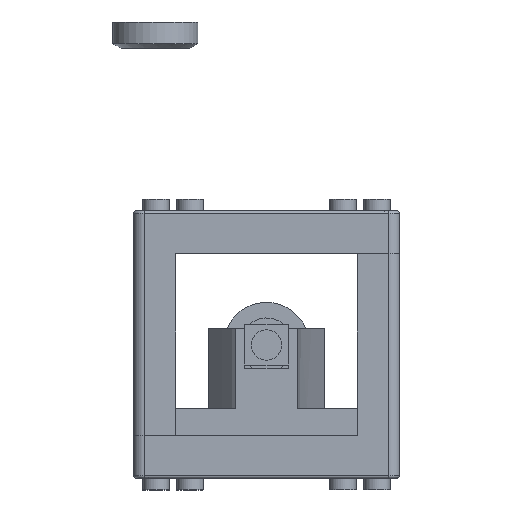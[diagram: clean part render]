
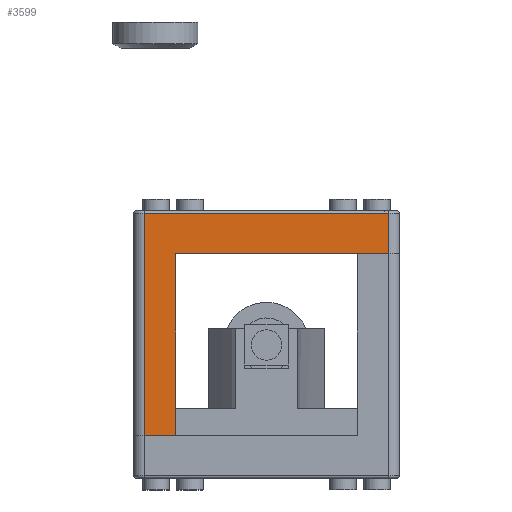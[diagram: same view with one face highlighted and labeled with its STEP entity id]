
A CAD part, left-side view. The second image highlights one B-rep face of the part: STEP entity #3599.
In plain terms, the highlighted face is planar.
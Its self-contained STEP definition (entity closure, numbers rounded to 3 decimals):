
#460=FACE_OUTER_BOUND('',#701,.T.);
#701=EDGE_LOOP('',(#2910,#2911,#2912,#2913,#2914,#2915));
#974=LINE('',#5840,#1325);
#976=LINE('',#5846,#1327);
#984=LINE('',#5875,#1335);
#989=LINE('',#5885,#1340);
#1009=LINE('',#5921,#1360);
#1010=LINE('',#5922,#1361);
#1325=VECTOR('',#4797,10.);
#1327=VECTOR('',#4803,10.);
#1335=VECTOR('',#4837,10.);
#1340=VECTOR('',#4846,10.);
#1360=VECTOR('',#4868,10.);
#1361=VECTOR('',#4869,10.);
#1693=VERTEX_POINT('',#5822);
#1697=VERTEX_POINT('',#5834);
#1699=VERTEX_POINT('',#5842);
#1708=VERTEX_POINT('',#5873);
#1711=VERTEX_POINT('',#5884);
#1726=VERTEX_POINT('',#5920);
#2119=EDGE_CURVE('',#1693,#1697,#974,.T.);
#2122=EDGE_CURVE('',#1697,#1699,#976,.T.);
#2136=EDGE_CURVE('',#1708,#1693,#984,.T.);
#2141=EDGE_CURVE('',#1699,#1711,#989,.T.);
#2161=EDGE_CURVE('',#1726,#1708,#1009,.T.);
#2162=EDGE_CURVE('',#1711,#1726,#1010,.T.);
#2910=ORIENTED_EDGE('',*,*,#2122,.F.);
#2911=ORIENTED_EDGE('',*,*,#2119,.F.);
#2912=ORIENTED_EDGE('',*,*,#2136,.F.);
#2913=ORIENTED_EDGE('',*,*,#2161,.F.);
#2914=ORIENTED_EDGE('',*,*,#2162,.F.);
#2915=ORIENTED_EDGE('',*,*,#2141,.F.);
#3410=PLANE('',#4054);
#3599=ADVANCED_FACE('',(#460),#3410,.T.);
#4054=AXIS2_PLACEMENT_3D('',#5919,#4866,#4867);
#4797=DIRECTION('',(1.,0.,0.));
#4803=DIRECTION('',(0.,0.,1.));
#4837=DIRECTION('',(0.,0.,-1.));
#4846=DIRECTION('',(-1.,0.,0.));
#4866=DIRECTION('center_axis',(0.,1.,0.));
#4867=DIRECTION('ref_axis',(-1.,0.,0.));
#4868=DIRECTION('',(-1.,0.,0.));
#4869=DIRECTION('',(0.,0.,1.));
#5822=CARTESIAN_POINT('',(-22.9,24.9,0.5));
#5834=CARTESIAN_POINT('',(22.9,24.9,0.5));
#5840=CARTESIAN_POINT('',(12.45,24.9,0.5));
#5842=CARTESIAN_POINT('',(22.9,24.9,8.));
#5846=CARTESIAN_POINT('',(22.9,24.9,0.));
#5873=CARTESIAN_POINT('',(-22.9,24.9,42.1));
#5875=CARTESIAN_POINT('',(-22.9,24.9,0.));
#5884=CARTESIAN_POINT('',(-17.02,24.9,8.));
#5885=CARTESIAN_POINT('',(-24.9,24.9,8.));
#5919=CARTESIAN_POINT('Origin',(24.9,24.9,0.));
#5920=CARTESIAN_POINT('',(-17.02,24.9,42.1));
#5921=CARTESIAN_POINT('',(-17.02,24.9,42.1));
#5922=CARTESIAN_POINT('',(-17.02,24.9,8.));
